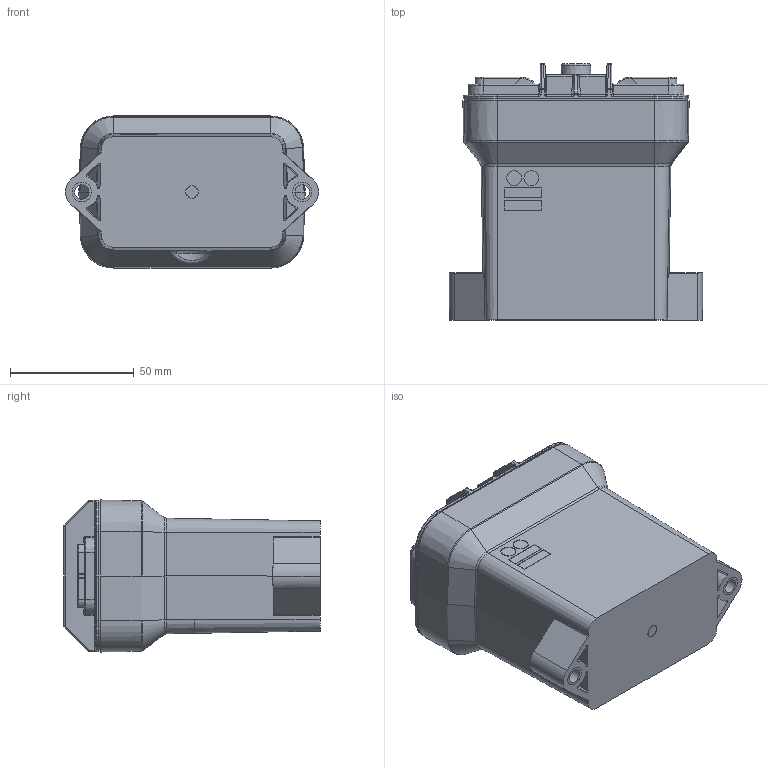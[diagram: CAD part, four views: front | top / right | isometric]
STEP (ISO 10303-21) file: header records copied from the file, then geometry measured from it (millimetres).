
FILE_DESCRIPTION (( 'STEP AP214' ), '1' );
FILE_NAME ('GFP4xx_Vertical_241015.STEP', '2024-10-15T18:19:04', ( '' ), ( '' ), 'SwSTEP 2.0', 'SolidWorks 2022', '' );
FILE_SCHEMA (( 'AUTOMOTIVE_DESIGN' ));
Length unit declared in the file: millimetre
Products named in the file (1): GFP4xx_Vertical_241015
Bounding box: 102.08 x 103.33 x 61.33 mm (x, y, z)
Volume: 372300.3 mm3; surface area: 108818.3 mm2
Topology: 10 solids, 10 shells, 1672 faces, 4100 edges, 2503 vertices
Faces by surface type: plane 685, cylinder 427, bspline 245, cone 130, torus 117, sphere 68
Full cylindrical faces by diameter (mm): 3.175 x1, 5 x1, 5.842 x2, 6 x2, 7.842 x4, 8 x2, 10.44 x2, 10.54 x2, 11.385 x2, 12.65 x2
Entity records: 71856 total; most frequent: CARTESIAN_POINT 17442, ORIENTED_EDGE 7934, DIRECTION 6845, EDGE_CURVE 3967, VERTEX_POINT 2465, AXIS2_PLACEMENT_3D 2446, LINE 1953, VECTOR 1953
